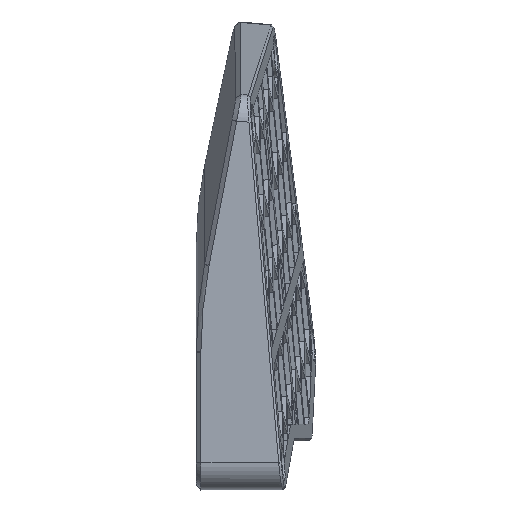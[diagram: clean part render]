
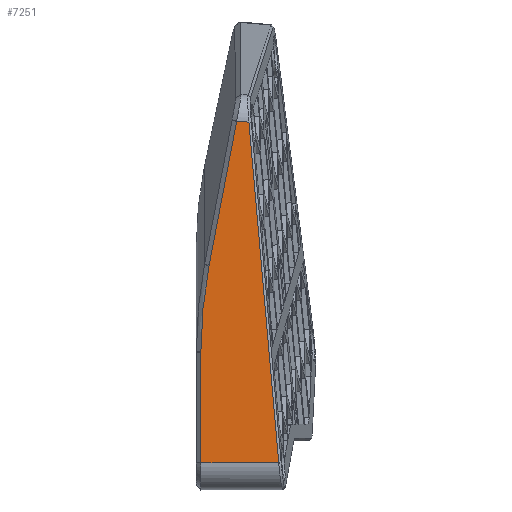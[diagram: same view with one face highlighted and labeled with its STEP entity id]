
A CAD part, left-side view. The second image highlights one B-rep face of the part: STEP entity #7251.
In plain terms, the highlighted planar face has unit normal (-1, 0, -0.002).
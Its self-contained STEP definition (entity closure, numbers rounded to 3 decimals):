
#244=B_SPLINE_CURVE_WITH_KNOTS('',3,(#10214,#10215,#10216,#10217),
 .UNSPECIFIED.,.F.,.F.,(4,4),(-1.214,-1.198),
 .UNSPECIFIED.);
#246=B_SPLINE_CURVE_WITH_KNOTS('',3,(#10242,#10243,#10244,#10245),
 .UNSPECIFIED.,.F.,.F.,(4,4),(-1.569,-1.379),
 .UNSPECIFIED.);
#248=B_SPLINE_CURVE_WITH_KNOTS('',3,(#10268,#10269,#10270,#10271),
 .UNSPECIFIED.,.F.,.F.,(4,4),(-0.656,-0.638),
 .UNSPECIFIED.);
#254=B_SPLINE_CURVE_WITH_KNOTS('',3,(#10379,#10380,#10381,#10382),
 .UNSPECIFIED.,.F.,.F.,(4,4),(-1.571,-1.569),
 .UNSPECIFIED.);
#275=B_SPLINE_CURVE_WITH_KNOTS('',3,(#10620,#10621,#10622,#10623),
 .UNSPECIFIED.,.F.,.F.,(4,4),(1.187,1.202),
 .UNSPECIFIED.);
#368=FACE_OUTER_BOUND('',#793,.T.);
#793=EDGE_LOOP('',(#4872,#4873,#4874,#4875,#4876,#4877,#4878,#4879,#4880,
#4881));
#1270=LINE('',#10194,#2146);
#1281=LINE('',#10317,#2157);
#1294=LINE('',#10609,#2170);
#1295=LINE('',#10617,#2171);
#1296=LINE('',#10619,#2172);
#2146=VECTOR('',#8198,10.);
#2157=VECTOR('',#8213,10.);
#2170=VECTOR('',#8236,10.);
#2171=VECTOR('',#8239,10.);
#2172=VECTOR('',#8240,10.);
#3026=VERTEX_POINT('',#10182);
#3028=VERTEX_POINT('',#10191);
#3029=VERTEX_POINT('',#10193);
#3032=VERTEX_POINT('',#10239);
#3033=VERTEX_POINT('',#10241);
#3042=VERTEX_POINT('',#10314);
#3043=VERTEX_POINT('',#10316);
#3056=VERTEX_POINT('',#10608);
#3057=VERTEX_POINT('',#10616);
#3058=VERTEX_POINT('',#10618);
#3725=EDGE_CURVE('',#3028,#3029,#1270,.T.);
#3728=EDGE_CURVE('',#3029,#3026,#244,.T.);
#3731=EDGE_CURVE('',#3032,#3033,#246,.T.);
#3734=EDGE_CURVE('',#3033,#3028,#248,.T.);
#3744=EDGE_CURVE('',#3042,#3043,#1281,.T.);
#3752=EDGE_CURVE('',#3043,#3032,#254,.T.);
#3779=EDGE_CURVE('',#3026,#3056,#1294,.T.);
#3781=EDGE_CURVE('',#3057,#3042,#1295,.T.);
#3782=EDGE_CURVE('',#3058,#3057,#1296,.T.);
#3783=EDGE_CURVE('',#3056,#3058,#275,.T.);
#4872=ORIENTED_EDGE('',*,*,#3728,.F.);
#4873=ORIENTED_EDGE('',*,*,#3725,.F.);
#4874=ORIENTED_EDGE('',*,*,#3734,.F.);
#4875=ORIENTED_EDGE('',*,*,#3731,.F.);
#4876=ORIENTED_EDGE('',*,*,#3752,.F.);
#4877=ORIENTED_EDGE('',*,*,#3744,.F.);
#4878=ORIENTED_EDGE('',*,*,#3781,.F.);
#4879=ORIENTED_EDGE('',*,*,#3782,.F.);
#4880=ORIENTED_EDGE('',*,*,#3783,.F.);
#4881=ORIENTED_EDGE('',*,*,#3779,.F.);
#6889=PLANE('',#7674);
#7251=ADVANCED_FACE('',(#368),#6889,.T.);
#7674=AXIS2_PLACEMENT_3D('',#10615,#8237,#8238);
#8198=DIRECTION('',(-0.002,-0.188,0.982));
#8213=DIRECTION('',(-0.002,0.,1.));
#8236=DIRECTION('',(0.,-0.996,-0.094));
#8237=DIRECTION('center_axis',(-1.,0.,-0.002));
#8238=DIRECTION('ref_axis',(0.002,0.,-1.));
#8239=DIRECTION('',(0.,1.,0.));
#8240=DIRECTION('',(0.002,-0.087,-0.996));
#10182=CARTESIAN_POINT('',(-299.888,14.633,111.829));
#10191=CARTESIAN_POINT('',(-299.832,20.704,80.056));
#10193=CARTESIAN_POINT('',(-299.888,14.651,111.736));
#10194=CARTESIAN_POINT('',(-299.843,19.507,86.324));
#10214=CARTESIAN_POINT('Ctrl Pts',(-299.888,14.651,111.736));
#10215=CARTESIAN_POINT('Ctrl Pts',(-299.888,14.645,111.767));
#10216=CARTESIAN_POINT('Ctrl Pts',(-299.888,14.639,111.798));
#10217=CARTESIAN_POINT('Ctrl Pts',(-299.888,14.633,111.829));
#10239=CARTESIAN_POINT('',(-299.798,22.558,60.837));
#10241=CARTESIAN_POINT('',(-299.831,20.738,79.876));
#10242=CARTESIAN_POINT('Ctrl Pts',(-299.798,22.558,60.837));
#10243=CARTESIAN_POINT('Ctrl Pts',(-299.809,22.546,67.223));
#10244=CARTESIAN_POINT('Ctrl Pts',(-299.82,21.936,73.607));
#10245=CARTESIAN_POINT('Ctrl Pts',(-299.831,20.738,79.876));
#10268=CARTESIAN_POINT('Ctrl Pts',(-299.831,20.738,79.876));
#10269=CARTESIAN_POINT('Ctrl Pts',(-299.832,20.727,79.936));
#10270=CARTESIAN_POINT('Ctrl Pts',(-299.832,20.716,79.996));
#10271=CARTESIAN_POINT('Ctrl Pts',(-299.832,20.704,80.056));
#10314=CARTESIAN_POINT('',(-299.754,22.558,36.237));
#10316=CARTESIAN_POINT('',(-299.797,22.558,60.651));
#10317=CARTESIAN_POINT('',(-299.85,22.558,90.491));
#10379=CARTESIAN_POINT('Ctrl Pts',(-299.797,22.558,60.651));
#10380=CARTESIAN_POINT('Ctrl Pts',(-299.797,22.558,60.713));
#10381=CARTESIAN_POINT('Ctrl Pts',(-299.797,22.558,60.775));
#10382=CARTESIAN_POINT('Ctrl Pts',(-299.798,22.558,60.837));
#10608=CARTESIAN_POINT('',(-299.888,11.95,111.575));
#10609=CARTESIAN_POINT('',(-299.888,13.527,111.725));
#10615=CARTESIAN_POINT('Origin',(-299.864,19.8,97.969));
#10616=CARTESIAN_POINT('',(-299.754,5.349,36.237));
#10617=CARTESIAN_POINT('',(-299.754,14.534,36.237));
#10618=CARTESIAN_POINT('',(-299.888,11.942,111.484));
#10619=CARTESIAN_POINT('',(-299.85,10.064,90.054));
#10620=CARTESIAN_POINT('Ctrl Pts',(-299.888,11.95,111.575));
#10621=CARTESIAN_POINT('Ctrl Pts',(-299.888,11.947,111.545));
#10622=CARTESIAN_POINT('Ctrl Pts',(-299.888,11.945,111.514));
#10623=CARTESIAN_POINT('Ctrl Pts',(-299.888,11.942,111.484));
